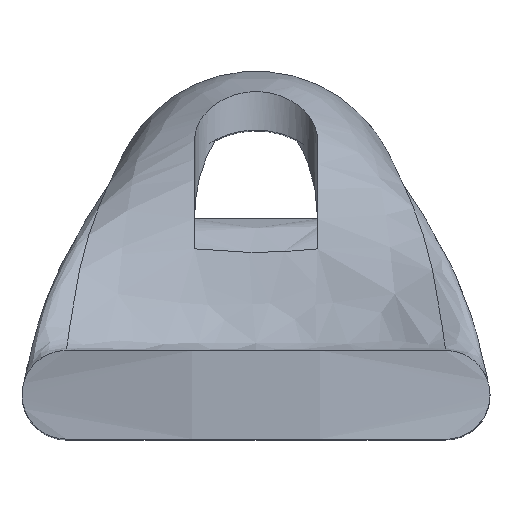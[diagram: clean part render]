
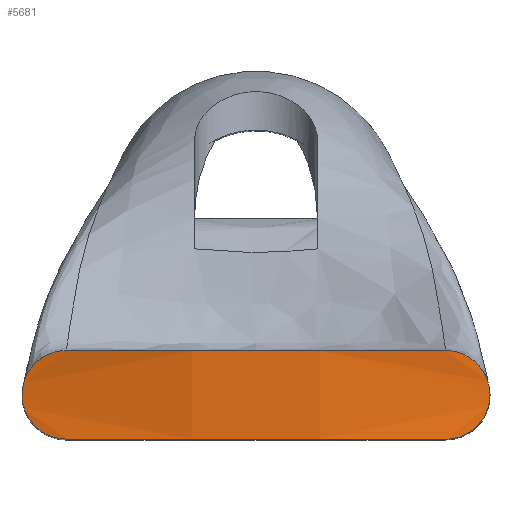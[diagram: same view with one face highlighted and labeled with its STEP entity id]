
A CAD part, top view. The second image highlights one B-rep face of the part: STEP entity #5681.
In plain terms, the highlighted cylindrical face has radius 20 mm (diameter 40 mm), a partial arc.
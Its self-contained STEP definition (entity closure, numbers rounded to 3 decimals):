
#3953=CARTESIAN_POINT('',(-3.85,-2.7,18.304));
#3954=VERTEX_POINT('',#3953);
#3963=CARTESIAN_POINT('',(3.85,-2.7,18.304));
#3964=VERTEX_POINT('',#3963);
#3965=CARTESIAN_POINT('',(0.0,-2.7,-1.322));
#3966=DIRECTION('',(0.0,-1.0,0.0));
#3967=DIRECTION('',(-0.238,0.0,0.971));
#3968=AXIS2_PLACEMENT_3D('',#3965,#3966,#3967);
#3969=CIRCLE('',#3968,20.);
#3970=EDGE_CURVE('',#3964,#3954,#3969,.T.);
#5606=CARTESIAN_POINT('',(0.0,-4.5,-1.322));
#5607=DIRECTION('',(0.0,1.0,0.0));
#5608=DIRECTION('',(-0.238,0.0,0.971));
#5609=AXIS2_PLACEMENT_3D('',#5606,#5607,#5608);
#5610=CYLINDRICAL_SURFACE('',#5609,20.);
#5611=CARTESIAN_POINT('',(-3.85,-4.5,18.304));
#5612=VERTEX_POINT('',#5611);
#5613=CARTESIAN_POINT('',(-4.75,-3.6,18.105));
#5614=VERTEX_POINT('',#5613);
#5615=CARTESIAN_POINT('',(-3.85,-4.5,18.304));
#5616=CARTESIAN_POINT('',(-3.964,-4.5,18.281));
#5617=CARTESIAN_POINT('',(-4.085,-4.477,18.256));
#5618=CARTESIAN_POINT('',(-4.307,-4.385,18.209));
#5619=CARTESIAN_POINT('',(-4.409,-4.315,18.186));
#5620=CARTESIAN_POINT('',(-4.568,-4.154,18.149));
#5621=CARTESIAN_POINT('',(-4.636,-4.054,18.133));
#5622=CARTESIAN_POINT('',(-4.727,-3.833,18.111));
#5623=CARTESIAN_POINT('',(-4.75,-3.713,18.105));
#5624=CARTESIAN_POINT('',(-4.75,-3.6,18.105));
#5625=B_SPLINE_CURVE_WITH_KNOTS('',3,(#5615,#5616,#5617,#5618,#5619,#5620,#5621,#5622,#5623,#5624),.UNSPECIFIED.,.F.,.U.,(4,2,2,2,4),(0.137,0.171,0.206,0.24,0.274),.UNSPECIFIED.);
#5626=EDGE_CURVE('',#5612,#5614,#5625,.T.);
#5627=ORIENTED_EDGE('',*,*,#5626,.F.);
#5628=CARTESIAN_POINT('',(3.85,-4.5,18.304));
#5629=VERTEX_POINT('',#5628);
#5630=CARTESIAN_POINT('',(0.0,-4.5,-1.322));
#5631=DIRECTION('',(0.0,1.0,0.0));
#5632=DIRECTION('',(-0.238,0.0,0.971));
#5633=AXIS2_PLACEMENT_3D('',#5630,#5631,#5632);
#5634=CIRCLE('',#5633,20.);
#5635=EDGE_CURVE('',#5612,#5629,#5634,.T.);
#5636=ORIENTED_EDGE('',*,*,#5635,.T.);
#5637=CARTESIAN_POINT('',(4.75,-3.6,18.105));
#5638=VERTEX_POINT('',#5637);
#5639=CARTESIAN_POINT('',(4.75,-3.6,18.105));
#5640=CARTESIAN_POINT('',(4.75,-3.713,18.105));
#5641=CARTESIAN_POINT('',(4.727,-3.833,18.111));
#5642=CARTESIAN_POINT('',(4.636,-4.054,18.133));
#5643=CARTESIAN_POINT('',(4.568,-4.154,18.149));
#5644=CARTESIAN_POINT('',(4.409,-4.315,18.186));
#5645=CARTESIAN_POINT('',(4.307,-4.385,18.209));
#5646=CARTESIAN_POINT('',(4.085,-4.477,18.256));
#5647=CARTESIAN_POINT('',(3.964,-4.5,18.281));
#5648=CARTESIAN_POINT('',(3.85,-4.5,18.304));
#5649=B_SPLINE_CURVE_WITH_KNOTS('',3,(#5639,#5640,#5641,#5642,#5643,#5644,#5645,#5646,#5647,#5648),.UNSPECIFIED.,.F.,.U.,(4,2,2,2,4),(0.274,0.308,0.342,0.376,0.411),.UNSPECIFIED.);
#5650=EDGE_CURVE('',#5638,#5629,#5649,.T.);
#5651=ORIENTED_EDGE('',*,*,#5650,.F.);
#5652=CARTESIAN_POINT('',(3.85,-2.7,18.304));
#5653=CARTESIAN_POINT('',(3.964,-2.7,18.281));
#5654=CARTESIAN_POINT('',(4.085,-2.723,18.256));
#5655=CARTESIAN_POINT('',(4.307,-2.815,18.209));
#5656=CARTESIAN_POINT('',(4.409,-2.885,18.186));
#5657=CARTESIAN_POINT('',(4.568,-3.046,18.149));
#5658=CARTESIAN_POINT('',(4.636,-3.146,18.133));
#5659=CARTESIAN_POINT('',(4.727,-3.367,18.111));
#5660=CARTESIAN_POINT('',(4.75,-3.487,18.105));
#5661=CARTESIAN_POINT('',(4.75,-3.6,18.105));
#5662=B_SPLINE_CURVE_WITH_KNOTS('',3,(#5652,#5653,#5654,#5655,#5656,#5657,#5658,#5659,#5660,#5661),.UNSPECIFIED.,.F.,.U.,(4,2,2,2,4),(0.411,0.445,0.48,0.514,0.548),.UNSPECIFIED.);
#5663=EDGE_CURVE('',#3964,#5638,#5662,.T.);
#5664=ORIENTED_EDGE('',*,*,#5663,.F.);
#5665=ORIENTED_EDGE('',*,*,#3970,.T.);
#5666=CARTESIAN_POINT('',(-4.75,-3.6,18.105));
#5667=CARTESIAN_POINT('',(-4.75,-3.487,18.105));
#5668=CARTESIAN_POINT('',(-4.727,-3.367,18.111));
#5669=CARTESIAN_POINT('',(-4.636,-3.146,18.133));
#5670=CARTESIAN_POINT('',(-4.568,-3.046,18.149));
#5671=CARTESIAN_POINT('',(-4.409,-2.885,18.186));
#5672=CARTESIAN_POINT('',(-4.307,-2.815,18.209));
#5673=CARTESIAN_POINT('',(-4.085,-2.723,18.256));
#5674=CARTESIAN_POINT('',(-3.964,-2.7,18.281));
#5675=CARTESIAN_POINT('',(-3.85,-2.7,18.304));
#5676=B_SPLINE_CURVE_WITH_KNOTS('',3,(#5666,#5667,#5668,#5669,#5670,#5671,#5672,#5673,#5674,#5675),.UNSPECIFIED.,.F.,.U.,(4,2,2,2,4),(0.548,0.582,0.615,0.65,0.685),.UNSPECIFIED.);
#5677=EDGE_CURVE('',#5614,#3954,#5676,.T.);
#5678=ORIENTED_EDGE('',*,*,#5677,.F.);
#5679=EDGE_LOOP('',(#5627,#5636,#5651,#5664,#5665,#5678));
#5680=FACE_OUTER_BOUND('',#5679,.T.);
#5681=ADVANCED_FACE('',(#5680),#5610,.T.);
